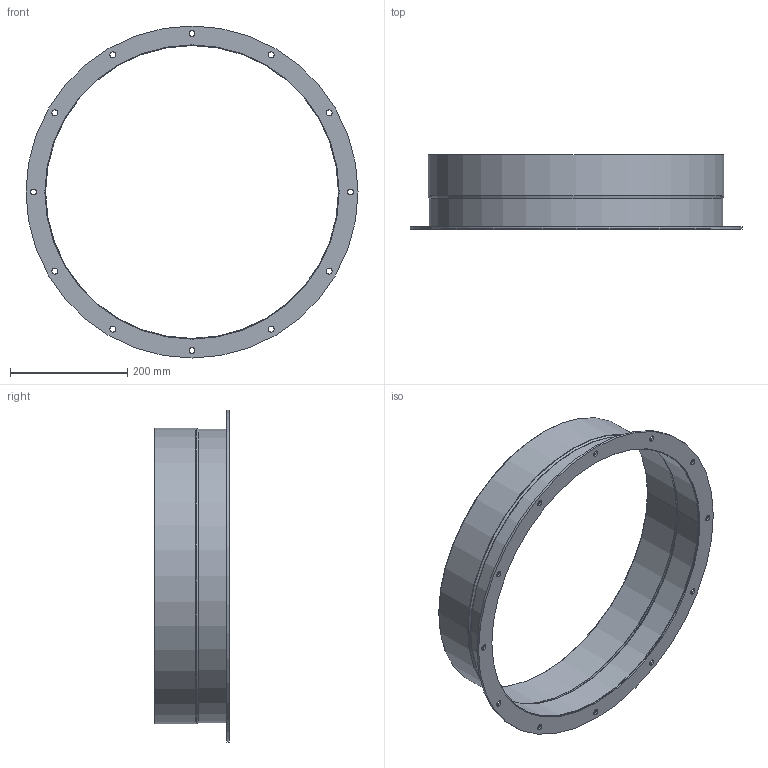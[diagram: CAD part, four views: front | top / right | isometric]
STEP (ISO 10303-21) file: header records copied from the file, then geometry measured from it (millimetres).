
FILE_DESCRIPTION(/* description */ ('Rörämne imkanal'),/* implementation_level */ '2;1');
FILE_NAME(/* name */ 'HSKFMH-07.stp',/* time_stamp */ '2015-07-10T13:27:25+02:00',/* author */ ('John'),/* organization */ (''),/* preprocessor_version */ 'ST-DEVELOPER v15.6',/* originating_system */ 'Autodesk Inventor 2015',/* authorisation */ '');
FILE_SCHEMA (('AUTOMOTIVE_DESIGN { 1 0 10303 214 3 1 1 }'));
Length unit declared in the file: millimetre
Products named in the file (3): HSKFMH-AA-07; HFSH-500; HSKFMH-07
Assembly tree (2 placements, depth 2):
  HSKFMH-07
    HSKFMH-AA-07
    HFSH-500
Bounding box: 567 x 127 x 567 mm (x, y, z)
Volume: 410745.2 mm3; surface area: 520427 mm2
Topology: 2 solids, 2 shells, 38 faces, 86 edges, 52 vertices
Faces by surface type: cylinder 18, plane 14, torus 4, cone 2
Full cylindrical faces by diameter (mm): 10 x12, 502.5 x1, 567 x1
Entity records: 1146 total; most frequent: DIRECTION 206, CARTESIAN_POINT 167, ORIENTED_EDGE 144, AXIS2_PLACEMENT_3D 91, EDGE_LOOP 78, EDGE_CURVE 72, VERTEX_POINT 52, CIRCLE 48
